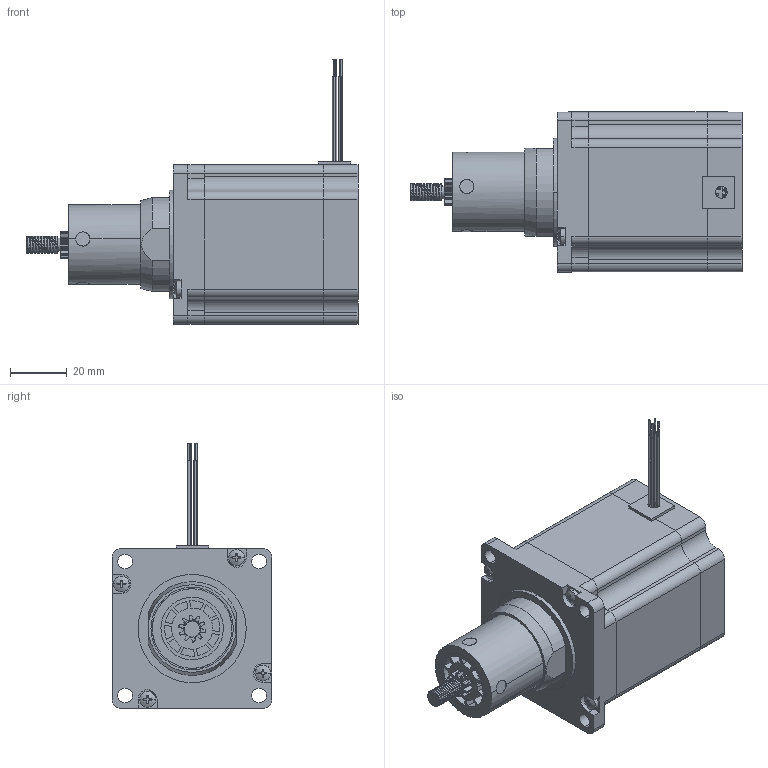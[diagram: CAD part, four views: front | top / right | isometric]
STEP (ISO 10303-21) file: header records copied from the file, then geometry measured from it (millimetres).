
FILE_DESCRIPTION (( 'STEP AP214' ), '1' );
FILE_NAME ('23K22-25.STEP', '2023-03-07T08:04:18', ( '' ), ( '' ), 'SwSTEP 2.0', 'SolidWorks 2022', '' );
FILE_SCHEMA (( 'AUTOMOTIVE_DESIGN' ));
Length unit declared in the file: millimetre
Products named in the file (30): 09-009-1(红).STP; 10-004(调整垫).STP; 04-018（23N2066铜轴）.STP; 57花键轴.STP; 12-008(4线护线套).STP; 03-021(23H2066转子叠片).STP; 02-027(23H2066定子磨削).STP; 04-052（23N2066注塑铜轴）.STP; 07-005（57双叠厚磁钢）.STP; 09-009-2(红白).STP; 07-011(6902ZZ).STP; 01-011(前盖).STP; 06-603-3.STP; 10-082.STP; 04-052注塑体.STP; 03-039-13（23N2066转子总成，Z导程）.STP; 23K22-25; 09-009-3(绿).STP; 57双厚标签.STP; 06-342.STP; 01-012(后盖).STP; 润滑油脂.STP; 12-020-3(23H2066L26.5).STP; 10-010(隔磁片).STP; 12-020-2(23H2066).STP; 09-009-4(绿白).STP; 15-001-045(23H2066).STP; 11-030（M3x61）.STP; 23K22-25.STP; 02-028-2（23H2066定子总成2.5A）.STP
Assembly tree (37 placements, depth 5):
  23K22-25
    23K22-25.STP
      03-039-13（23N2066转子总成，Z导程）.STP
        04-052（23N2066注塑铜轴）.STP
          04-018（23N2066铜轴）.STP
          04-052注塑体.STP
        03-021(23H2066转子叠片).STP  x4
        07-005（57双叠厚磁钢）.STP  x2
        10-010(隔磁片).STP
      02-028-2（23H2066定子总成2.5A）.STP
        02-027(23H2066定子磨削).STP
        12-020-2(23H2066).STP
        12-020-3(23H2066L26.5).STP
        09-009-1(红).STP
        09-009-2(红白).STP
        09-009-3(绿).STP
        09-009-4(绿白).STP
        12-008(4线护线套).STP
        15-001-045(23H2066).STP
      01-011(前盖).STP
      01-012(后盖).STP
      07-011(6902ZZ).STP  x2
      10-004(调整垫).STP
      11-030（M3x61）.STP  x4
      润滑油脂.STP
      06-603-3.STP
      06-342.STP
      10-082.STP
      57花键轴.STP
      57双厚标签.STP
Bounding box: 116.9 x 56.3 x 93.2 mm (x, y, z)
Volume: 145465.9 mm3; surface area: 149293.8 mm2
Topology: 63 solids, 63 shells, 3746 faces, 10657 edges, 7078 vertices
Faces by surface type: cylinder 2369, plane 1321, bspline 36, cone 12, sphere 8
Entity records: 97198 total; most frequent: CARTESIAN_POINT 26170, DIRECTION 15168, ORIENTED_EDGE 14300, EDGE_CURVE 7150, AXIS2_PLACEMENT_3D 5628, VERTEX_POINT 4740, VECTOR 3912, LINE 3912
